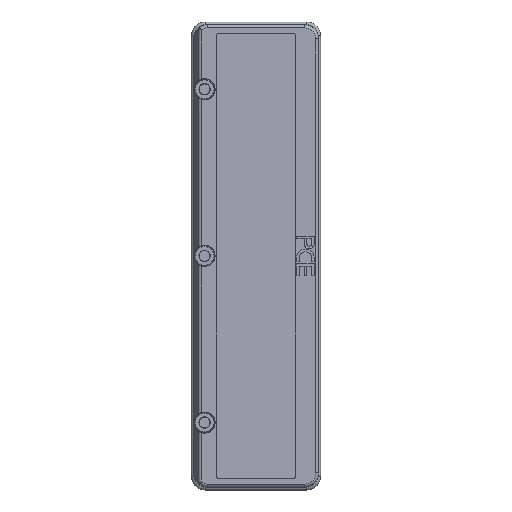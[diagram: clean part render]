
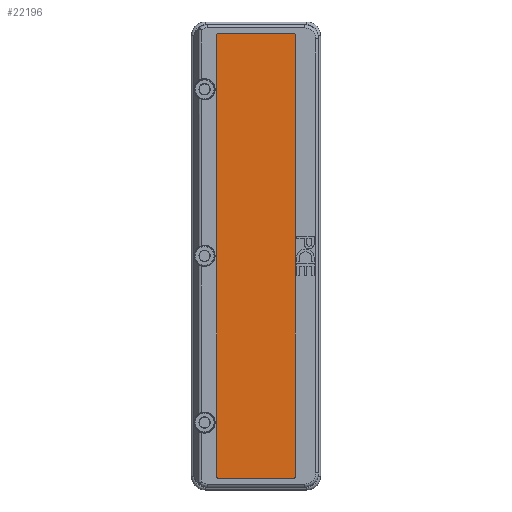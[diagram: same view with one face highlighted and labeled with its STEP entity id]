
A CAD part, top view. The second image highlights one B-rep face of the part: STEP entity #22196.
In plain terms, the highlighted planar face has unit normal (0, 0, 1).
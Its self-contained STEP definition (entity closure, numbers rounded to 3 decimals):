
#78 = ORIENTED_EDGE ( 'NONE', *, *, #15390, .T. ) ;
#202 = VERTEX_POINT ( 'NONE', #32030 ) ;
#226 = DIRECTION ( 'NONE',  ( 1., 0., 0. ) ) ;
#273 = DIRECTION ( 'NONE',  ( 0., 0., 1. ) ) ;
#1337 = VECTOR ( 'NONE', #7121, 1000. ) ;
#2604 = LINE ( 'NONE', #22157, #11803 ) ;
#2725 = AXIS2_PLACEMENT_3D ( 'NONE', #24085, #3417, #27607 ) ;
#3417 = DIRECTION ( 'NONE',  ( 0., 0., 1. ) ) ;
#4421 = AXIS2_PLACEMENT_3D ( 'NONE', #20700, #45155, #24176 ) ;
#4978 = EDGE_CURVE ( 'NONE', #37982, #30705, #38625, .T. ) ;
#5161 = EDGE_CURVE ( 'NONE', #38214, #30705, #5400, .T. ) ;
#5400 = CIRCLE ( 'NONE', #6205, 1. ) ;
#6205 = AXIS2_PLACEMENT_3D ( 'NONE', #32701, #11898, #36237 ) ;
#6314 = ORIENTED_EDGE ( 'NONE', *, *, #11807, .T. ) ;
#7121 = DIRECTION ( 'NONE',  ( 1., 0., 0. ) ) ;
#8405 = ORIENTED_EDGE ( 'NONE', *, *, #5161, .T. ) ;
#8604 = CIRCLE ( 'NONE', #29021, 1. ) ;
#8929 = CARTESIAN_POINT ( 'NONE',  ( -27.25, -159.25, 24.9 ) ) ;
#9048 = DIRECTION ( 'NONE',  ( 0., -1., 0. ) ) ;
#9542 = VERTEX_POINT ( 'NONE', #42073 ) ;
#9936 = ORIENTED_EDGE ( 'NONE', *, *, #36818, .T. ) ;
#10767 = CIRCLE ( 'NONE', #4421, 1. ) ;
#11803 = VECTOR ( 'NONE', #43124, 1000. ) ;
#11807 = EDGE_CURVE ( 'NONE', #19569, #202, #16266, .T. ) ;
#11898 = DIRECTION ( 'NONE',  ( 0., 0., 1. ) ) ;
#11929 = VECTOR ( 'NONE', #226, 1000. ) ;
#12356 = EDGE_LOOP ( 'NONE', ( #78, #15322, #27550, #16871, #8405, #43172, #9936, #6314 ) ) ;
#13942 = VERTEX_POINT ( 'NONE', #23210 ) ;
#14485 = FACE_OUTER_BOUND ( 'NONE', #12356, .T. ) ;
#15322 = ORIENTED_EDGE ( 'NONE', *, *, #16036, .T. ) ;
#15390 = EDGE_CURVE ( 'NONE', #202, #13942, #15993, .T. ) ;
#15993 = CIRCLE ( 'NONE', #2725, 1. ) ;
#16021 = CARTESIAN_POINT ( 'NONE',  ( -28.25, 159.25, 24.9 ) ) ;
#16036 = EDGE_CURVE ( 'NONE', #13942, #9542, #30063, .T. ) ;
#16266 = LINE ( 'NONE', #16021, #24348 ) ;
#16871 = ORIENTED_EDGE ( 'NONE', *, *, #44141, .F. ) ;
#17486 = CARTESIAN_POINT ( 'NONE',  ( -27.25, 160.25, 24.9 ) ) ;
#19569 = VERTEX_POINT ( 'NONE', #31356 ) ;
#20700 = CARTESIAN_POINT ( 'NONE',  ( -27.25, 159.25, 24.9 ) ) ;
#20989 = CARTESIAN_POINT ( 'NONE',  ( 27.25, -159.25, 24.9 ) ) ;
#22157 = CARTESIAN_POINT ( 'NONE',  ( 28.25, 159.25, 24.9 ) ) ;
#22196 = ADVANCED_FACE ( 'NONE', ( #14485 ), #40294, .T. ) ;
#22818 = DIRECTION ( 'NONE',  ( -1., 0., 0. ) ) ;
#23210 = CARTESIAN_POINT ( 'NONE',  ( -27.25, -160.25, 24.9 ) ) ;
#24085 = CARTESIAN_POINT ( 'NONE',  ( -27.25, -159.25, 24.9 ) ) ;
#24176 = DIRECTION ( 'NONE',  ( -1., 0., 0. ) ) ;
#24348 = VECTOR ( 'NONE', #9048, 1000. ) ;
#24484 = DIRECTION ( 'NONE',  ( -1., 0., 0. ) ) ;
#27550 = ORIENTED_EDGE ( 'NONE', *, *, #34554, .T. ) ;
#27607 = DIRECTION ( 'NONE',  ( -1., 0., 0. ) ) ;
#29021 = AXIS2_PLACEMENT_3D ( 'NONE', #20989, #273, #24484 ) ;
#30063 = LINE ( 'NONE', #38618, #1337 ) ;
#30705 = VERTEX_POINT ( 'NONE', #31835 ) ;
#31356 = CARTESIAN_POINT ( 'NONE',  ( -28.25, 159.25, 24.9 ) ) ;
#31835 = CARTESIAN_POINT ( 'NONE',  ( 27.25, 160.25, 24.9 ) ) ;
#32030 = CARTESIAN_POINT ( 'NONE',  ( -28.25, -159.25, 24.9 ) ) ;
#32664 = CARTESIAN_POINT ( 'NONE',  ( 28.25, -159.25, 24.9 ) ) ;
#32701 = CARTESIAN_POINT ( 'NONE',  ( 27.25, 159.25, 24.9 ) ) ;
#34554 = EDGE_CURVE ( 'NONE', #9542, #35800, #8604, .T. ) ;
#35800 = VERTEX_POINT ( 'NONE', #32664 ) ;
#36237 = DIRECTION ( 'NONE',  ( -1., 0., 0. ) ) ;
#36818 = EDGE_CURVE ( 'NONE', #37982, #19569, #10767, .T. ) ;
#37982 = VERTEX_POINT ( 'NONE', #41999 ) ;
#38214 = VERTEX_POINT ( 'NONE', #43493 ) ;
#38618 = CARTESIAN_POINT ( 'NONE',  ( -27.25, -160.25, 24.9 ) ) ;
#38625 = LINE ( 'NONE', #17486, #11929 ) ;
#40294 = PLANE ( 'NONE',  #44526 ) ;
#41999 = CARTESIAN_POINT ( 'NONE',  ( -27.25, 160.25, 24.9 ) ) ;
#42073 = CARTESIAN_POINT ( 'NONE',  ( 27.25, -160.25, 24.9 ) ) ;
#43124 = DIRECTION ( 'NONE',  ( 0., -1., 0. ) ) ;
#43172 = ORIENTED_EDGE ( 'NONE', *, *, #4978, .F. ) ;
#43493 = CARTESIAN_POINT ( 'NONE',  ( 28.25, 159.25, 24.9 ) ) ;
#43773 = DIRECTION ( 'NONE',  ( 0., 0., 1. ) ) ;
#44141 = EDGE_CURVE ( 'NONE', #38214, #35800, #2604, .T. ) ;
#44526 = AXIS2_PLACEMENT_3D ( 'NONE', #8929, #43773, #22818 ) ;
#45155 = DIRECTION ( 'NONE',  ( 0., 0., 1. ) ) ;
